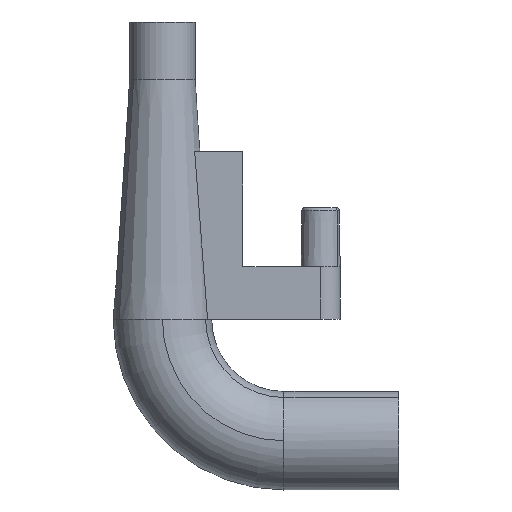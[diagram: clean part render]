
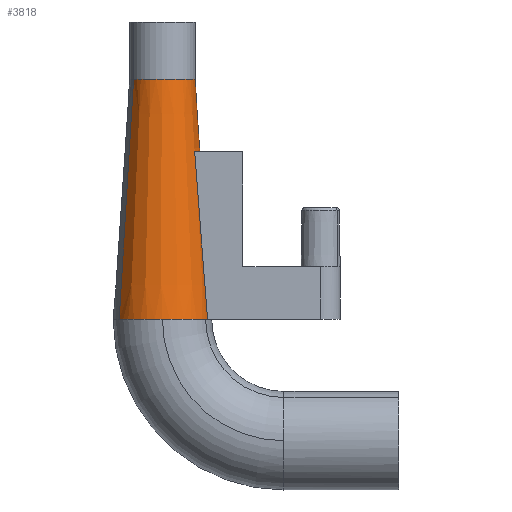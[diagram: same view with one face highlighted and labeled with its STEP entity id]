
A CAD part, left-side view. The second image highlights one B-rep face of the part: STEP entity #3818.
In plain terms, the highlighted conical face has half-angle 3.918 degrees and reference radius 1 mm.
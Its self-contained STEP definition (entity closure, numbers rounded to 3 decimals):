
#3685=AXIS2_PLACEMENT_3D('Circle Axis2P3D',#3683,#3684,$) ;
#3722=AXIS2_PLACEMENT_3D('Cone Axis2P3D',#3719,#3720,#3721) ;
#3768=AXIS2_PLACEMENT_3D('Circle Axis2P3D',#3766,#3767,$) ;
#3775=AXIS2_PLACEMENT_3D('Circle Axis2P3D',#3773,#3774,$) ;
#3782=AXIS2_PLACEMENT_3D('Circle Axis2P3D',#3780,#3781,$) ;
#3789=AXIS2_PLACEMENT_3D('Circle Axis2P3D',#3787,#3788,$) ;
#3804=AXIS2_PLACEMENT_3D('Circle Axis2P3D',#3802,#3803,$) ;
#3680=CARTESIAN_POINT('Vertex',(1.021,8.078,12.5)) ;
#3683=CARTESIAN_POINT('Axis2P3D Location',(1.5,7.2,12.5)) ;
#3687=CARTESIAN_POINT('Vertex',(1.979,6.322,12.5)) ;
#3719=CARTESIAN_POINT('Axis2P3D Location',(1.5,7.2,12.5)) ;
#3752=CARTESIAN_POINT('Line Origine',(2.099,6.103,8.85)) ;
#3756=CARTESIAN_POINT('Vertex',(2.052,6.19,10.3)) ;
#3759=CARTESIAN_POINT('Line Origine',(0.901,8.297,8.85)) ;
#3763=CARTESIAN_POINT('Vertex',(0.781,8.516,5.2)) ;
#3766=CARTESIAN_POINT('Axis2P3D Location',(1.5,7.2,5.2)) ;
#3770=CARTESIAN_POINT('Vertex',(0.,7.209,5.2)) ;
#3773=CARTESIAN_POINT('Axis2P3D Location',(1.5,7.2,5.2)) ;
#3777=CARTESIAN_POINT('Vertex',(0.,7.2,5.2)) ;
#3780=CARTESIAN_POINT('Axis2P3D Location',(1.5,7.2,5.2)) ;
#3784=CARTESIAN_POINT('Vertex',(0.781,5.884,5.2)) ;
#3787=CARTESIAN_POINT('Axis2P3D Location',(1.5,7.2,5.2)) ;
#3791=CARTESIAN_POINT('Vertex',(0.9,5.825,5.2)) ;
#3795=CARTESIAN_POINT('Control Point',(0.9,6.218,10.3)) ;
#3796=CARTESIAN_POINT('Control Point',(0.9,6.082,8.599)) ;
#3797=CARTESIAN_POINT('Control Point',(0.9,5.952,6.902)) ;
#3798=CARTESIAN_POINT('Control Point',(0.9,5.825,5.2)) ;
#3799=CARTESIAN_POINT('Vertex',(0.9,6.218,10.3)) ;
#3802=CARTESIAN_POINT('Axis2P3D Location',(1.5,7.2,10.3)) ;
#3684=DIRECTION('Axis2P3D Direction',(0.,0.,1.)) ;
#3720=DIRECTION('Axis2P3D Direction',(-0.,-0.,-1.)) ;
#3721=DIRECTION('Axis2P3D XDirection',(-0.479,0.878,0.)) ;
#3753=DIRECTION('Vector Direction',(0.033,-0.06,-0.998)) ;
#3760=DIRECTION('Vector Direction',(-0.033,0.06,-0.998)) ;
#3767=DIRECTION('Axis2P3D Direction',(0.,0.,-1.)) ;
#3774=DIRECTION('Axis2P3D Direction',(0.,0.,-1.)) ;
#3781=DIRECTION('Axis2P3D Direction',(0.,0.,-1.)) ;
#3788=DIRECTION('Axis2P3D Direction',(0.,0.,-1.)) ;
#3803=DIRECTION('Axis2P3D Direction',(0.,0.,-1.)) ;
#3754=VECTOR('Line Direction',#3753,1.) ;
#3761=VECTOR('Line Direction',#3760,1.) ;
#3808=ORIENTED_EDGE('',*,*,#3758,.F.) ;
#3809=ORIENTED_EDGE('',*,*,#3689,.F.) ;
#3810=ORIENTED_EDGE('',*,*,#3765,.T.) ;
#3811=ORIENTED_EDGE('',*,*,#3772,.T.) ;
#3812=ORIENTED_EDGE('',*,*,#3779,.T.) ;
#3813=ORIENTED_EDGE('',*,*,#3786,.T.) ;
#3814=ORIENTED_EDGE('',*,*,#3793,.T.) ;
#3815=ORIENTED_EDGE('',*,*,#3801,.F.) ;
#3816=ORIENTED_EDGE('',*,*,#3806,.F.) ;
#3818=ADVANCED_FACE('Hauptkoerper',(#3817),#3723,.T.) ;
#3794=B_SPLINE_CURVE_WITH_KNOTS('',3,(#3795,#3796,#3797,#3798),.UNSPECIFIED.,.F.,.U.,(4,4),(0.,7.242),.UNSPECIFIED.) ;
#3686=CIRCLE('generated circle',#3685,1.) ;
#3769=CIRCLE('generated circle',#3768,1.5) ;
#3776=CIRCLE('generated circle',#3775,1.5) ;
#3783=CIRCLE('generated circle',#3782,1.5) ;
#3790=CIRCLE('generated circle',#3789,1.5) ;
#3805=CIRCLE('generated circle',#3804,1.151) ;
#3723=CONICAL_SURFACE('Cone',#3722,1.,0.068) ;
#3689=EDGE_CURVE('',#3681,#3688,#3686,.T.) ;
#3758=EDGE_CURVE('',#3688,#3757,#3755,.T.) ;
#3765=EDGE_CURVE('',#3681,#3764,#3762,.T.) ;
#3772=EDGE_CURVE('',#3764,#3771,#3769,.F.) ;
#3779=EDGE_CURVE('',#3771,#3778,#3776,.F.) ;
#3786=EDGE_CURVE('',#3778,#3785,#3783,.F.) ;
#3793=EDGE_CURVE('',#3785,#3792,#3790,.F.) ;
#3801=EDGE_CURVE('',#3800,#3792,#3794,.T.) ;
#3806=EDGE_CURVE('',#3757,#3800,#3805,.T.) ;
#3807=EDGE_LOOP('',(#3808,#3809,#3810,#3811,#3812,#3813,#3814,#3815,#3816)) ;
#3817=FACE_OUTER_BOUND('',#3807,.T.) ;
#3755=LINE('Line',#3752,#3754) ;
#3762=LINE('Line',#3759,#3761) ;
#3681=VERTEX_POINT('',#3680) ;
#3688=VERTEX_POINT('',#3687) ;
#3757=VERTEX_POINT('',#3756) ;
#3764=VERTEX_POINT('',#3763) ;
#3771=VERTEX_POINT('',#3770) ;
#3778=VERTEX_POINT('',#3777) ;
#3785=VERTEX_POINT('',#3784) ;
#3792=VERTEX_POINT('',#3791) ;
#3800=VERTEX_POINT('',#3799) ;
